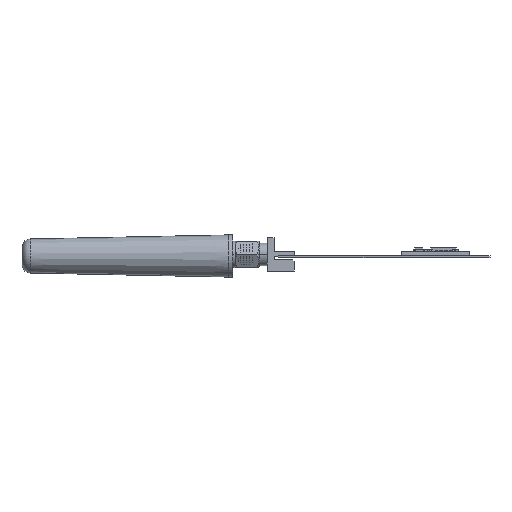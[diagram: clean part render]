
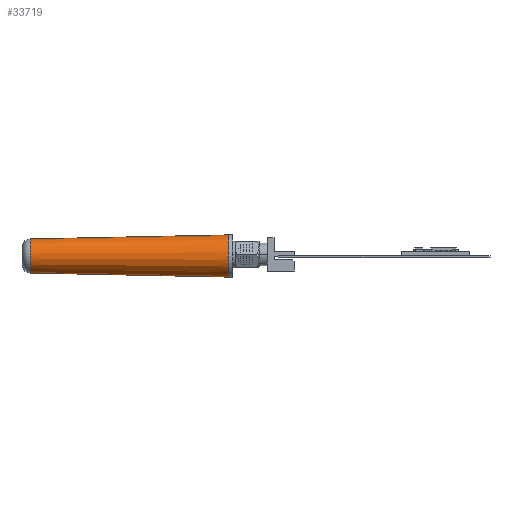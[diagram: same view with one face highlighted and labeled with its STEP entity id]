
A CAD part, left-side view. The second image highlights one B-rep face of the part: STEP entity #33719.
In plain terms, the highlighted conical face has half-angle 1.169 degrees and reference radius 4.5 mm.
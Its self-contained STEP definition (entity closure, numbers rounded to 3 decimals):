
#33680 = EDGE_CURVE('',#33681,#33683,#33685,.T.);
#33681 = VERTEX_POINT('',#33682);
#33682 = CARTESIAN_POINT('',(-4.04,0.,
    48.041));
#33683 = VERTEX_POINT('',#33684);
#33684 = CARTESIAN_POINT('',(4.04,0.,
    48.041));
#33685 = CIRCLE('',#33686,4.04);
#33686 = AXIS2_PLACEMENT_3D('',#33687,#33688,#33689);
#33687 = CARTESIAN_POINT('',(0.,0.,
    48.041));
#33688 = DIRECTION('',(0.,0.,1.));
#33689 = DIRECTION('',(1.,0.,0.));
#33708 = EDGE_CURVE('',#33683,#33681,#33709,.T.);
#33709 = CIRCLE('',#33710,4.04);
#33710 = AXIS2_PLACEMENT_3D('',#33711,#33712,#33713);
#33711 = CARTESIAN_POINT('',(0.,0.,
    48.041));
#33712 = DIRECTION('',(0.,0.,1.));
#33713 = DIRECTION('',(1.,0.,0.));
#33719 = ADVANCED_FACE('',(#33720),#33740,.T.);
#33720 = FACE_BOUND('',#33721,.T.);
#33721 = EDGE_LOOP('',(#33722,#33723,#33731,#33738,#33739));
#33722 = ORIENTED_EDGE('',*,*,#33680,.F.);
#33723 = ORIENTED_EDGE('',*,*,#33724,.T.);
#33724 = EDGE_CURVE('',#33681,#33725,#33727,.T.);
#33725 = VERTEX_POINT('',#33726);
#33726 = CARTESIAN_POINT('',(-5.,0.,1.));
#33727 = LINE('',#33728,#33729);
#33728 = CARTESIAN_POINT('',(-4.5,0.,25.5));
#33729 = VECTOR('',#33730,1.);
#33730 = DIRECTION('',(-0.02,0.,
    -1.));
#33731 = ORIENTED_EDGE('',*,*,#33732,.T.);
#33732 = EDGE_CURVE('',#33725,#33725,#33733,.T.);
#33733 = CIRCLE('',#33734,5.);
#33734 = AXIS2_PLACEMENT_3D('',#33735,#33736,#33737);
#33735 = CARTESIAN_POINT('',(0.,0.,1.));
#33736 = DIRECTION('',(0.,0.,1.));
#33737 = DIRECTION('',(1.,0.,0.));
#33738 = ORIENTED_EDGE('',*,*,#33724,.F.);
#33739 = ORIENTED_EDGE('',*,*,#33708,.F.);
#33740 = CONICAL_SURFACE('',#33741,4.5,0.02);
#33741 = AXIS2_PLACEMENT_3D('',#33742,#33743,#33744);
#33742 = CARTESIAN_POINT('',(0.,0.,25.5));
#33743 = DIRECTION('',(0.,0.,-1.));
#33744 = DIRECTION('',(1.,0.,0.));
